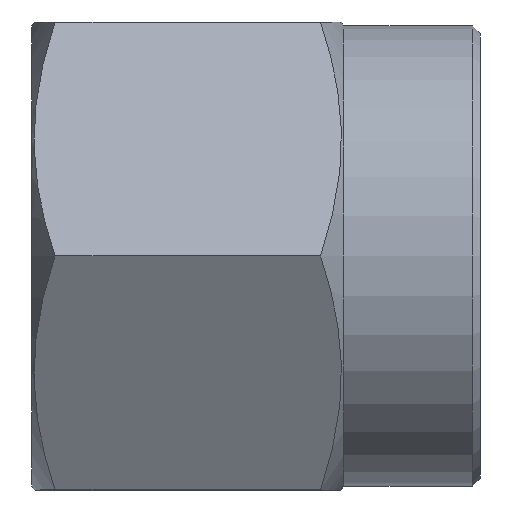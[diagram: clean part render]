
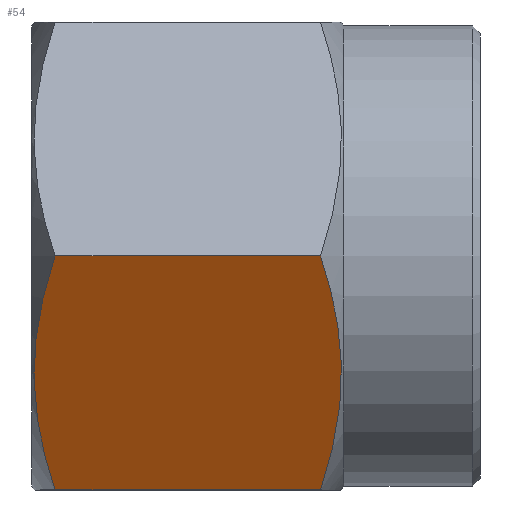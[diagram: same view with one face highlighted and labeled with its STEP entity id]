
A CAD part, left-side view. The second image highlights one B-rep face of the part: STEP entity #54.
In plain terms, the highlighted planar face has unit normal (-0.866, 0, -0.5).
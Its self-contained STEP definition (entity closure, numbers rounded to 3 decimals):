
#20 = EDGE_CURVE ( 'NONE', #847, #848, #893, .T. ) ;
#25 = EDGE_CURVE ( 'NONE', #849, #848, #678, .T. ) ;
#26 = EDGE_CURVE ( 'NONE', #852, #847, #677, .T. ) ;
#27 = EDGE_CURVE ( 'NONE', #849, #852, #892, .T. ) ;
#54 = ADVANCED_FACE ( 'NONE', ( #632 ), #397, .F. ) ;
#235 = VECTOR ( 'NONE', #501, 1000. ) ;
#248 = VECTOR ( 'NONE', #503, 1000. ) ;
#292 = AXIS2_PLACEMENT_3D ( 'NONE', #395, #394, #393 ) ;
#347 = CARTESIAN_POINT ( 'NONE',  ( -3.464, 4.094, -6. ) ) ;
#357 = CARTESIAN_POINT ( 'NONE',  ( -3.747, 3.93, -5.51 ) ) ;
#361 = CARTESIAN_POINT ( 'NONE',  ( -4.033, 3.795, -5.015 ) ) ;
#362 = CARTESIAN_POINT ( 'NONE',  ( -4.466, 3.655, -4.264 ) ) ;
#368 = CARTESIAN_POINT ( 'NONE',  ( -4.612, 3.619, -4.012 ) ) ;
#371 = CARTESIAN_POINT ( 'NONE',  ( -4.904, 3.57, -3.506 ) ) ;
#372 = CARTESIAN_POINT ( 'NONE',  ( -5.052, 3.558, -3.249 ) ) ;
#374 = CARTESIAN_POINT ( 'NONE',  ( -5.788, 3.558, -1.974 ) ) ;
#377 = CARTESIAN_POINT ( 'NONE',  ( -6.363, 3.767, -0.98 ) ) ;
#383 = CARTESIAN_POINT ( 'NONE',  ( -6.928, 4.094, 0. ) ) ;
#393 = DIRECTION ( 'NONE',  ( 0.5, 0., -0.866 ) ) ;
#394 = DIRECTION ( 'NONE',  ( 0.866, 0., 0.5 ) ) ;
#395 = CARTESIAN_POINT ( 'NONE',  ( -3.464, 11.5, -6. ) ) ;
#397 = PLANE ( 'NONE',  #292 ) ;
#491 = CARTESIAN_POINT ( 'NONE',  ( -6.928, 10.906, 0. ) ) ;
#492 = CARTESIAN_POINT ( 'NONE',  ( -6.645, 11.07, -0.49 ) ) ;
#493 = CARTESIAN_POINT ( 'NONE',  ( -6.36, 11.205, -0.985 ) ) ;
#494 = CARTESIAN_POINT ( 'NONE',  ( -5.926, 11.345, -1.736 ) ) ;
#495 = CARTESIAN_POINT ( 'NONE',  ( -5.781, 11.381, -1.988 ) ) ;
#496 = CARTESIAN_POINT ( 'NONE',  ( -5.488, 11.43, -2.494 ) ) ;
#497 = CARTESIAN_POINT ( 'NONE',  ( -5.34, 11.442, -2.751 ) ) ;
#498 = CARTESIAN_POINT ( 'NONE',  ( -4.604, 11.442, -4.026 ) ) ;
#499 = CARTESIAN_POINT ( 'NONE',  ( -4.03, 11.233, -5.02 ) ) ;
#500 = CARTESIAN_POINT ( 'NONE',  ( -3.464, 10.906, -6. ) ) ;
#501 = DIRECTION ( 'NONE',  ( 0., -1., 0. ) ) ;
#502 = CARTESIAN_POINT ( 'NONE',  ( -6.928, 11.5, 0. ) ) ;
#503 = DIRECTION ( 'NONE',  ( 0., -1., 0. ) ) ;
#504 = CARTESIAN_POINT ( 'NONE',  ( -3.464, 11.5, -6. ) ) ;
#560 = CARTESIAN_POINT ( 'NONE',  ( -6.928, 10.906, 0. ) ) ;
#564 = CARTESIAN_POINT ( 'NONE',  ( -3.464, 10.906, -6. ) ) ;
#565 = CARTESIAN_POINT ( 'NONE',  ( -3.464, 4.094, -6. ) ) ;
#566 = CARTESIAN_POINT ( 'NONE',  ( -6.928, 4.094, 0. ) ) ;
#632 = FACE_OUTER_BOUND ( 'NONE', #788, .T. ) ;
#677 = LINE ( 'NONE', #502, #235 ) ;
#678 = LINE ( 'NONE', #504, #248 ) ;
#737 = ORIENTED_EDGE ( 'NONE', *, *, #27, .F. ) ;
#739 = ORIENTED_EDGE ( 'NONE', *, *, #20, .F. ) ;
#740 = ORIENTED_EDGE ( 'NONE', *, *, #25, .T. ) ;
#743 = ORIENTED_EDGE ( 'NONE', *, *, #26, .F. ) ;
#788 = EDGE_LOOP ( 'NONE', ( #740, #739, #743, #737 ) ) ;
#847 = VERTEX_POINT ( 'NONE', #566 ) ;
#848 = VERTEX_POINT ( 'NONE', #565 ) ;
#849 = VERTEX_POINT ( 'NONE', #564 ) ;
#852 = VERTEX_POINT ( 'NONE', #560 ) ;
#892 = B_SPLINE_CURVE_WITH_KNOTS ( 'NONE', 3,
 ( #500, #499, #498, #497, #496, #495, #494, #493, #492, #491 ),
 .UNSPECIFIED., .F., .F.,
 ( 4, 2, 2, 2, 4 ),
 ( 0., 0.003, 0.004, 0.005, 0.007 ),
 .UNSPECIFIED. ) ;
#893 = B_SPLINE_CURVE_WITH_KNOTS ( 'NONE', 3,
 ( #383, #377, #374, #372, #371, #368, #362, #361, #357, #347 ),
 .UNSPECIFIED., .F., .F.,
 ( 4, 2, 2, 2, 4 ),
 ( 0., 0.003, 0.004, 0.005, 0.007 ),
 .UNSPECIFIED. ) ;
